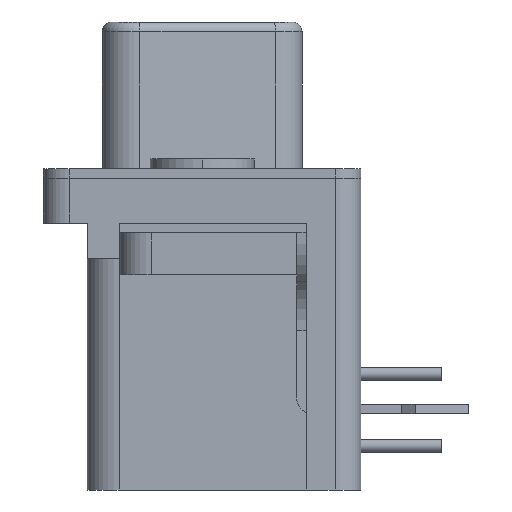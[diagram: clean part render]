
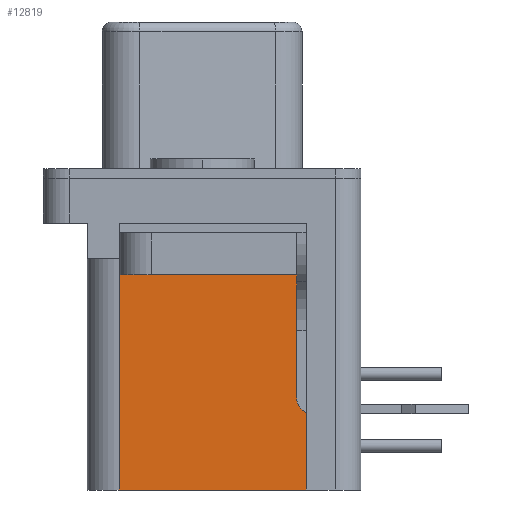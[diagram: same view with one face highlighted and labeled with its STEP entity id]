
A CAD part, left-side view. The second image highlights one B-rep face of the part: STEP entity #12819.
In plain terms, the highlighted planar face has unit normal (-1, 0, 0).
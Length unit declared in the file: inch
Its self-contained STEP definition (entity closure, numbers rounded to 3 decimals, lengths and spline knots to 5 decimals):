
#148 = VECTOR ( 'NONE', #15881, 39.37008 ) ;
#368 = LINE ( 'NONE', #4115, #14390 ) ;
#941 = LINE ( 'NONE', #2397, #9453 ) ;
#1103 = ORIENTED_EDGE ( 'NONE', *, *, #7979, .T. ) ;
#1118 = VERTEX_POINT ( 'NONE', #11432 ) ;
#1223 = EDGE_CURVE ( 'NONE', #11269, #1118, #368, .T. ) ;
#2017 = DIRECTION ( 'NONE',  ( 0., 0., 1. ) ) ;
#2170 = EDGE_LOOP ( 'NONE', ( #13992, #1103, #14553, #15695, #3813 ) ) ;
#2397 = CARTESIAN_POINT ( 'NONE',  ( -0.525, 0.376, -0.364 ) ) ;
#2581 = DIRECTION ( 'NONE',  ( 0., 0., -1. ) ) ;
#3191 = CARTESIAN_POINT ( 'NONE',  ( -0.525, 0.376, 0.051 ) ) ;
#3539 = LINE ( 'NONE', #16572, #3757 ) ;
#3757 = VECTOR ( 'NONE', #8955, 39.37008 ) ;
#3813 = ORIENTED_EDGE ( 'NONE', *, *, #6417, .T. ) ;
#4115 = CARTESIAN_POINT ( 'NONE',  ( -0.525, 0.376, -0.364 ) ) ;
#4383 = VERTEX_POINT ( 'NONE', #3191 ) ;
#4401 = CARTESIAN_POINT ( 'NONE',  ( -0.525, 0.376, -0.364 ) ) ;
#4959 = VERTEX_POINT ( 'NONE', #8598 ) ;
#6343 = CARTESIAN_POINT ( 'NONE',  ( -0.525, 0.085, 0.051 ) ) ;
#6417 = EDGE_CURVE ( 'NONE', #4959, #9148, #7201, .T. ) ;
#6733 = DIRECTION ( 'NONE',  ( 1., 0., 0. ) ) ;
#7201 = LINE ( 'NONE', #12808, #16514 ) ;
#7652 = FACE_OUTER_BOUND ( 'NONE', #2170, .T. ) ;
#7979 = EDGE_CURVE ( 'NONE', #4383, #1118, #941, .T. ) ;
#8598 = CARTESIAN_POINT ( 'NONE',  ( -0.525, 0.085, -0.364 ) ) ;
#8955 = DIRECTION ( 'NONE',  ( 0., 1., 0. ) ) ;
#9148 = VERTEX_POINT ( 'NONE', #6343 ) ;
#9453 = VECTOR ( 'NONE', #11825, 39.37008 ) ;
#9757 = DIRECTION ( 'NONE',  ( 0., 0., 1. ) ) ;
#9821 = AXIS2_PLACEMENT_3D ( 'NONE', #14763, #6733, #2581 ) ;
#11269 = VERTEX_POINT ( 'NONE', #4401 ) ;
#11432 = CARTESIAN_POINT ( 'NONE',  ( -0.525, 0.376, -0.004 ) ) ;
#11825 = DIRECTION ( 'NONE',  ( 0., 0., -1. ) ) ;
#12121 = PLANE ( 'NONE',  #9821 ) ;
#12808 = CARTESIAN_POINT ( 'NONE',  ( -0.525, 0.085, -0.364 ) ) ;
#12819 = ADVANCED_FACE ( 'NONE', ( #7652 ), #12121, .F. ) ;
#13488 = EDGE_CURVE ( 'NONE', #4959, #11269, #14591, .T. ) ;
#13992 = ORIENTED_EDGE ( 'NONE', *, *, #14664, .T. ) ;
#14390 = VECTOR ( 'NONE', #9757, 39.37008 ) ;
#14553 = ORIENTED_EDGE ( 'NONE', *, *, #1223, .F. ) ;
#14591 = LINE ( 'NONE', #17309, #148 ) ;
#14664 = EDGE_CURVE ( 'NONE', #9148, #4383, #3539, .T. ) ;
#14763 = CARTESIAN_POINT ( 'NONE',  ( -0.525, 0.376, -0.364 ) ) ;
#15695 = ORIENTED_EDGE ( 'NONE', *, *, #13488, .F. ) ;
#15881 = DIRECTION ( 'NONE',  ( 0., 1., 0. ) ) ;
#16514 = VECTOR ( 'NONE', #2017, 39.37008 ) ;
#16572 = CARTESIAN_POINT ( 'NONE',  ( -0.525, 0.376, 0.051 ) ) ;
#17309 = CARTESIAN_POINT ( 'NONE',  ( -0.525, 0.376, -0.364 ) ) ;
